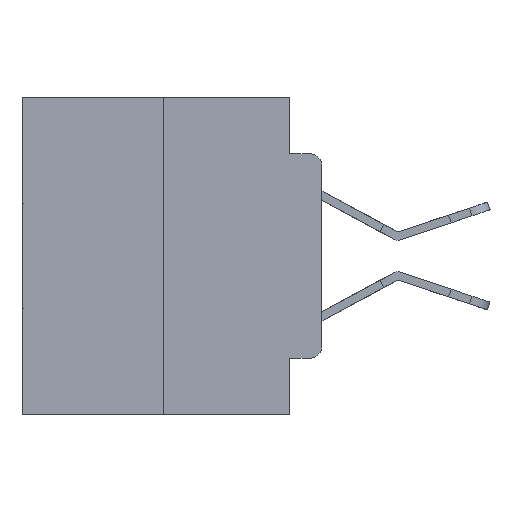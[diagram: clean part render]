
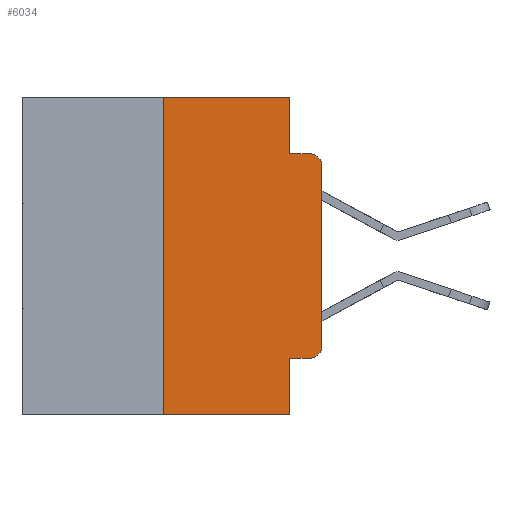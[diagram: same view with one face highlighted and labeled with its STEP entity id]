
A CAD part, left-side view. The second image highlights one B-rep face of the part: STEP entity #6034.
In plain terms, the highlighted planar face has unit normal (-1, 0, 0).
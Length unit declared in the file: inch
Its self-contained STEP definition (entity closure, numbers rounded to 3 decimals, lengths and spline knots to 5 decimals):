
#55 = DIRECTION ( 'NONE',  ( 1., 0., 0. ) ) ;
#939 = VECTOR ( 'NONE', #7522, 39.37008 ) ;
#979 = CARTESIAN_POINT ( 'NONE',  ( 0., 0.25, 0. ) ) ;
#1835 = VERTEX_POINT ( 'NONE', #28084 ) ;
#2559 = VERTEX_POINT ( 'NONE', #10753 ) ;
#2817 = VECTOR ( 'NONE', #23288, 39.37008 ) ;
#3038 = ORIENTED_EDGE ( 'NONE', *, *, #16775, .T. ) ;
#4588 = ORIENTED_EDGE ( 'NONE', *, *, #21116, .T. ) ;
#4761 = VECTOR ( 'NONE', #11366, 39.37008 ) ;
#6002 = DIRECTION ( 'NONE',  ( -1., 0., 0. ) ) ;
#6034 = ADVANCED_FACE ( 'NONE', ( #26731 ), #26185, .F. ) ;
#6245 = VERTEX_POINT ( 'NONE', #14798 ) ;
#6714 = DIRECTION ( 'NONE',  ( 0., -1., 0. ) ) ;
#7106 = DIRECTION ( 'NONE',  ( 0., 0., -1. ) ) ;
#7340 = DIRECTION ( 'NONE',  ( 0., -1., 0. ) ) ;
#7478 = EDGE_CURVE ( 'NONE', #23007, #18694, #19597, .T. ) ;
#7522 = DIRECTION ( 'NONE',  ( 0., -1., 0. ) ) ;
#7535 = LINE ( 'NONE', #20577, #8227 ) ;
#7610 = LINE ( 'NONE', #18279, #939 ) ;
#7682 = VERTEX_POINT ( 'NONE', #8889 ) ;
#8030 = ORIENTED_EDGE ( 'NONE', *, *, #23476, .T. ) ;
#8227 = VECTOR ( 'NONE', #22726, 39.37008 ) ;
#8889 = CARTESIAN_POINT ( 'NONE',  ( 0., 0.051, -0.4115 ) ) ;
#8921 = CARTESIAN_POINT ( 'NONE',  ( 0., 0.051, -0.4115 ) ) ;
#9079 = DIRECTION ( 'NONE',  ( -1., 0., 0. ) ) ;
#9988 = EDGE_CURVE ( 'NONE', #2559, #23007, #24540, .T. ) ;
#10753 = CARTESIAN_POINT ( 'NONE',  ( 0., 0.25, 0. ) ) ;
#10768 = VECTOR ( 'NONE', #16423, 39.37008 ) ;
#10883 = LINE ( 'NONE', #22285, #21678 ) ;
#11184 = AXIS2_PLACEMENT_3D ( 'NONE', #19045, #6002, #21209 ) ;
#11366 = DIRECTION ( 'NONE',  ( 0., -1., 0. ) ) ;
#11762 = EDGE_LOOP ( 'NONE', ( #12560, #8030, #14374, #25280, #15458, #12863, #23931, #19789, #4588, #3038 ) ) ;
#12441 = CIRCLE ( 'NONE', #27184, 0.02 ) ;
#12560 = ORIENTED_EDGE ( 'NONE', *, *, #24904, .T. ) ;
#12643 = AXIS2_PLACEMENT_3D ( 'NONE', #15527, #55, #13358 ) ;
#12863 = ORIENTED_EDGE ( 'NONE', *, *, #28294, .F. ) ;
#12992 = CARTESIAN_POINT ( 'NONE',  ( 0., 0.02, -0.4115 ) ) ;
#13088 = VECTOR ( 'NONE', #7340, 39.37008 ) ;
#13358 = DIRECTION ( 'NONE',  ( 0., 0., -1. ) ) ;
#14374 = ORIENTED_EDGE ( 'NONE', *, *, #20587, .F. ) ;
#14798 = CARTESIAN_POINT ( 'NONE',  ( 0., 0.02, -0.0885 ) ) ;
#15458 = ORIENTED_EDGE ( 'NONE', *, *, #9988, .F. ) ;
#15527 = CARTESIAN_POINT ( 'NONE',  ( 0., 0.473, 0. ) ) ;
#16423 = DIRECTION ( 'NONE',  ( 0., 0., 1. ) ) ;
#16775 = EDGE_CURVE ( 'NONE', #27278, #1835, #21374, .T. ) ;
#16778 = CARTESIAN_POINT ( 'NONE',  ( 0., 0.051, 0. ) ) ;
#17815 = VERTEX_POINT ( 'NONE', #20517 ) ;
#18186 = CARTESIAN_POINT ( 'NONE',  ( 0., 0.473, 0. ) ) ;
#18279 = CARTESIAN_POINT ( 'NONE',  ( 0., 0.473, -0.5 ) ) ;
#18694 = VERTEX_POINT ( 'NONE', #21692 ) ;
#18721 = VECTOR ( 'NONE', #6714, 39.37008 ) ;
#19045 = CARTESIAN_POINT ( 'NONE',  ( 0., 0.02, -0.3915 ) ) ;
#19527 = CARTESIAN_POINT ( 'NONE',  ( 0., 0.051, 0. ) ) ;
#19597 = LINE ( 'NONE', #16778, #2817 ) ;
#19789 = ORIENTED_EDGE ( 'NONE', *, *, #22554, .F. ) ;
#20314 = VERTEX_POINT ( 'NONE', #27043 ) ;
#20517 = CARTESIAN_POINT ( 'NONE',  ( 0., 0.25, -0.5 ) ) ;
#20577 = CARTESIAN_POINT ( 'NONE',  ( 0., 0., 0. ) ) ;
#20587 = EDGE_CURVE ( 'NONE', #18694, #6245, #27842, .T. ) ;
#21116 = EDGE_CURVE ( 'NONE', #7682, #27278, #24449, .T. ) ;
#21209 = DIRECTION ( 'NONE',  ( 0., 0., -1. ) ) ;
#21367 = CARTESIAN_POINT ( 'NONE',  ( 0., 0.051, -0.5 ) ) ;
#21374 = CIRCLE ( 'NONE', #11184, 0.02 ) ;
#21678 = VECTOR ( 'NONE', #7106, 39.37008 ) ;
#21692 = CARTESIAN_POINT ( 'NONE',  ( 0., 0.051, -0.0885 ) ) ;
#22052 = CARTESIAN_POINT ( 'NONE',  ( 0., 0.02, -0.1085 ) ) ;
#22107 = CARTESIAN_POINT ( 'NONE',  ( 0., 0.051, -0.0885 ) ) ;
#22255 = VERTEX_POINT ( 'NONE', #21367 ) ;
#22285 = CARTESIAN_POINT ( 'NONE',  ( 0., 0.051, 0. ) ) ;
#22554 = EDGE_CURVE ( 'NONE', #7682, #22255, #10883, .T. ) ;
#22726 = DIRECTION ( 'NONE',  ( 0., 0., 1. ) ) ;
#23007 = VERTEX_POINT ( 'NONE', #19527 ) ;
#23288 = DIRECTION ( 'NONE',  ( 0., 0., -1. ) ) ;
#23476 = EDGE_CURVE ( 'NONE', #20314, #6245, #12441, .T. ) ;
#23680 = EDGE_CURVE ( 'NONE', #17815, #22255, #7610, .T. ) ;
#23931 = ORIENTED_EDGE ( 'NONE', *, *, #23680, .T. ) ;
#24209 = DIRECTION ( 'NONE',  ( 0., 0., -1. ) ) ;
#24449 = LINE ( 'NONE', #8921, #18721 ) ;
#24540 = LINE ( 'NONE', #18186, #13088 ) ;
#24904 = EDGE_CURVE ( 'NONE', #1835, #20314, #7535, .T. ) ;
#25280 = ORIENTED_EDGE ( 'NONE', *, *, #7478, .F. ) ;
#26185 = PLANE ( 'NONE',  #12643 ) ;
#26731 = FACE_OUTER_BOUND ( 'NONE', #11762, .T. ) ;
#27043 = CARTESIAN_POINT ( 'NONE',  ( 0., 0., -0.1085 ) ) ;
#27184 = AXIS2_PLACEMENT_3D ( 'NONE', #22052, #9079, #24209 ) ;
#27265 = LINE ( 'NONE', #979, #10768 ) ;
#27278 = VERTEX_POINT ( 'NONE', #12992 ) ;
#27842 = LINE ( 'NONE', #22107, #4761 ) ;
#28084 = CARTESIAN_POINT ( 'NONE',  ( 0., 0., -0.3915 ) ) ;
#28294 = EDGE_CURVE ( 'NONE', #17815, #2559, #27265, .T. ) ;
